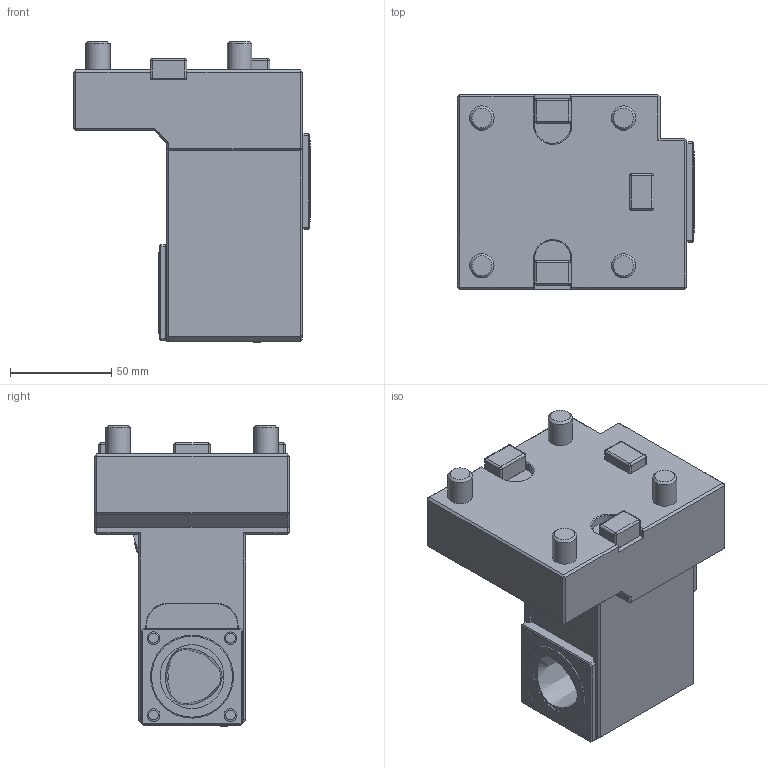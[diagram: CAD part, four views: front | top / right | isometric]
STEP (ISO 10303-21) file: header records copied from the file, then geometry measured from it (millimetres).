
FILE_DESCRIPTION(/* description */ (''),/* implementation_level */ '2;1');
FILE_NAME(/* name */ '1616496199618.stp',/* time_stamp */ '2021-03-23T11:43:25+01:00',/* author */ (''),/* organization */ ('SMS'),/* preprocessor_version */ 'ST-DEVELOPER v16.7',/* originating_system */ 'SIEMENS PLM Software NX 12.0',/* authorisation */ '');
FILE_SCHEMA (('AUTOMOTIVE_DESIGN { 1 0 10303 214 3 1 1 1 }'));
Length unit declared in the file: millimetre
Products named in the file (1): 203444157mod000_00
Bounding box: 117 x 96 x 148.54 mm (x, y, z)
Volume: 707209.1 mm3; surface area: 71497.7 mm2
Topology: 1 solids, 1 shells, 303 faces, 762 edges, 468 vertices
Faces by surface type: plane 193, cylinder 64, sphere 22, cone 17, torus 5, bspline 2
Full cylindrical faces by diameter (mm): 2.5 x2, 5.7 x2, 7.2 x4, 12 x4, 13.98 x1, 19.989 x1, 22.5 x1, 23.011 x1, 31.6 x2, 40 x1
Entity records: 9048 total; most frequent: CARTESIAN_POINT 2084, DIRECTION 1440, ORIENTED_EDGE 1360, EDGE_CURVE 680, AXIS2_PLACEMENT_3D 487, LINE 466, VECTOR 466, VERTEX_POINT 439
